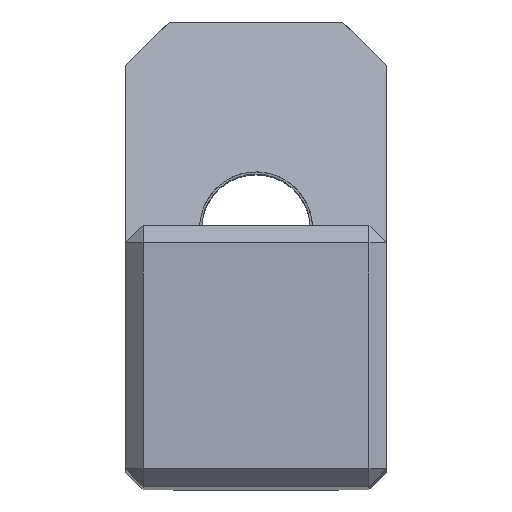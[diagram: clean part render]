
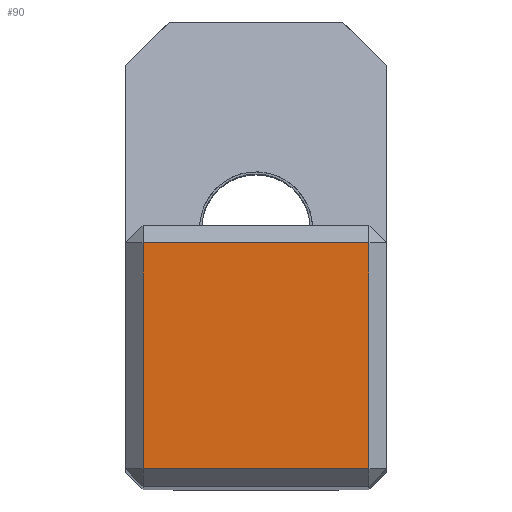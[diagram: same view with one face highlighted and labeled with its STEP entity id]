
A CAD part, top view. The second image highlights one B-rep face of the part: STEP entity #90.
In plain terms, the highlighted planar face has unit normal (0, 0, 1).
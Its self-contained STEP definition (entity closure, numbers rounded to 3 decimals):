
#39=PLANE('',#788);
#90=ADVANCED_FACE('',(#131),#39,.T.);
#131=FACE_OUTER_BOUND('',#175,.T.);
#175=EDGE_LOOP('',(#466,#467,#468,#469));
#264=LINE('',#1280,#343);
#265=LINE('',#1283,#344);
#266=LINE('',#1285,#345);
#267=LINE('',#1287,#346);
#343=VECTOR('',#923,1.);
#344=VECTOR('',#924,1.);
#345=VECTOR('',#925,1.);
#346=VECTOR('',#926,1.);
#466=ORIENTED_EDGE('',*,*,#708,.T.);
#467=ORIENTED_EDGE('',*,*,#709,.T.);
#468=ORIENTED_EDGE('',*,*,#710,.T.);
#469=ORIENTED_EDGE('',*,*,#711,.T.);
#626=VERTEX_POINT('',#1281);
#627=VERTEX_POINT('',#1282);
#628=VERTEX_POINT('',#1284);
#629=VERTEX_POINT('',#1286);
#708=EDGE_CURVE('',#626,#627,#264,.T.);
#709=EDGE_CURVE('',#627,#628,#265,.T.);
#710=EDGE_CURVE('',#628,#629,#266,.T.);
#711=EDGE_CURVE('',#629,#626,#267,.T.);
#788=AXIS2_PLACEMENT_3D('',#1288,#927,#928);
#923=DIRECTION('',(1.,0.,0.));
#924=DIRECTION('',(0.,1.,0.));
#925=DIRECTION('',(-1.,0.,0.));
#926=DIRECTION('',(0.,-1.,0.));
#927=DIRECTION('',(0.,0.,1.));
#928=DIRECTION('',(-1.,0.,0.));
#1280=CARTESIAN_POINT('',(0.,0.8,0.));
#1281=CARTESIAN_POINT('',(-11.2,0.8,0.));
#1282=CARTESIAN_POINT('',(-0.8,0.8,0.));
#1283=CARTESIAN_POINT('',(-0.8,0.,0.));
#1284=CARTESIAN_POINT('',(-0.8,11.2,0.));
#1285=CARTESIAN_POINT('',(0.,11.2,0.));
#1286=CARTESIAN_POINT('',(-11.2,11.2,0.));
#1287=CARTESIAN_POINT('',(-11.2,0.,0.));
#1288=CARTESIAN_POINT('',(0.,0.,0.));
